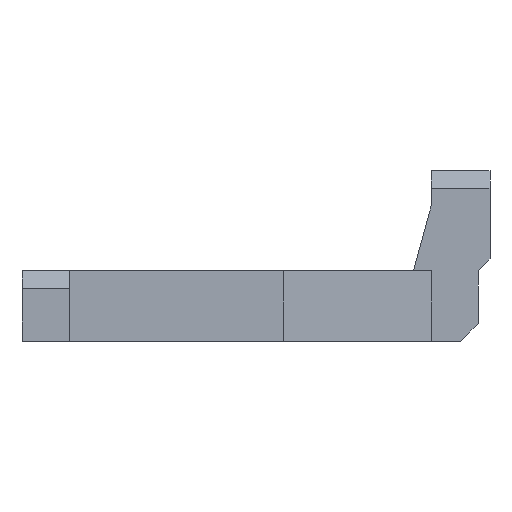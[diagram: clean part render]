
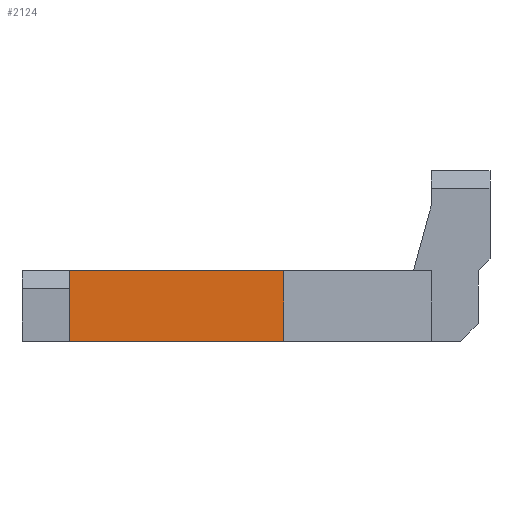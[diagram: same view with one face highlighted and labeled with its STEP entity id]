
A CAD part, front view. The second image highlights one B-rep face of the part: STEP entity #2124.
In plain terms, the highlighted planar face has unit normal (0, -1, 0).
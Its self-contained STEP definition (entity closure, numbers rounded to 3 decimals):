
#122=PLANE('',#2353);
#238=FACE_OUTER_BOUND('',#361,.T.);
#361=EDGE_LOOP('',(#1964,#1965,#1966,#1967));
#419=LINE('',#3141,#616);
#534=LINE('',#3810,#731);
#539=LINE('',#3818,#736);
#558=LINE('',#3866,#755);
#616=VECTOR('',#2493,10.);
#731=VECTOR('',#2908,10.);
#736=VECTOR('',#2915,10.);
#755=VECTOR('',#2980,10.);
#901=VERTEX_POINT('',#3138);
#902=VERTEX_POINT('',#3140);
#1028=VERTEX_POINT('',#3807);
#1029=VERTEX_POINT('',#3809);
#1115=EDGE_CURVE('',#902,#901,#419,.T.);
#1319=EDGE_CURVE('',#1028,#1029,#534,.T.);
#1324=EDGE_CURVE('',#902,#1028,#539,.T.);
#1347=EDGE_CURVE('',#901,#1029,#558,.T.);
#1964=ORIENTED_EDGE('',*,*,#1115,.T.);
#1965=ORIENTED_EDGE('',*,*,#1347,.T.);
#1966=ORIENTED_EDGE('',*,*,#1319,.F.);
#1967=ORIENTED_EDGE('',*,*,#1324,.F.);
#2124=ADVANCED_FACE('',(#238),#122,.T.);
#2353=AXIS2_PLACEMENT_3D('',#3867,#2981,#2982);
#2493=DIRECTION('',(1.,0.,0.));
#2908=DIRECTION('',(1.,0.,0.));
#2915=DIRECTION('',(0.,0.,1.));
#2980=DIRECTION('',(0.,0.,1.));
#2981=DIRECTION('center_axis',(0.,-1.,0.));
#2982=DIRECTION('ref_axis',(1.,0.,0.));
#3138=CARTESIAN_POINT('',(-33.,-58.75,0.));
#3140=CARTESIAN_POINT('',(-69.5,-58.75,0.));
#3141=CARTESIAN_POINT('',(-69.5,-58.75,0.));
#3807=CARTESIAN_POINT('',(-69.5,-58.75,12.));
#3809=CARTESIAN_POINT('',(-33.,-58.75,12.));
#3810=CARTESIAN_POINT('',(-69.5,-58.75,12.));
#3818=CARTESIAN_POINT('',(-69.5,-58.75,0.));
#3866=CARTESIAN_POINT('',(-33.,-58.75,0.));
#3867=CARTESIAN_POINT('Origin',(-69.5,-58.75,0.));
